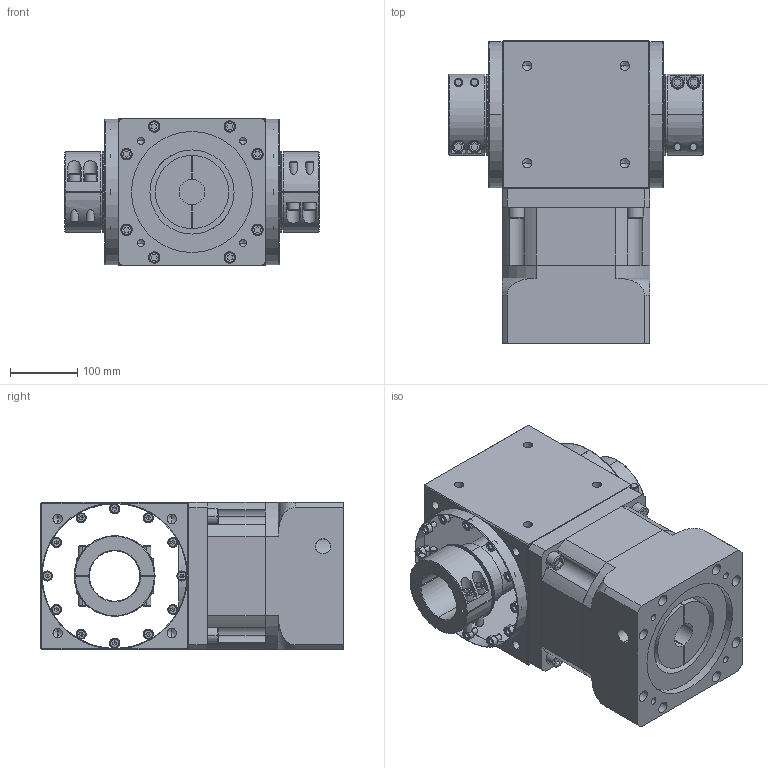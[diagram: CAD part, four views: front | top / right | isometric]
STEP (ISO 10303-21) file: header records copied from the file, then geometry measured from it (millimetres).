
FILE_DESCRIPTION (( 'STEP AP214' ), '1' );
FILE_NAME ('RAM220-L1-XX-D-38-180-215-M12_2019.STEP', '2019-05-22T02:51:16', ( 'Y' ), ( 'NCU' ), 'SwSTEP 2.0', 'SolidWorks 2016', '' );
FILE_SCHEMA (( 'AUTOMOTIVE_DESIGN' ));
Length unit declared in the file: millimetre
Products named in the file (1): RAM220-L1-XX-D-38-180-215-M12_2019
Bounding box: 378 x 450 x 220 mm (x, y, z)
Volume: 21146832.5 mm3; surface area: 1186172.4 mm2
Topology: 4 solids, 28 shells, 1213 faces, 2830 edges, 1764 vertices
Faces by surface type: plane 569, cylinder 408, cone 166, torus 70
Entity records: 37273 total; most frequent: CARTESIAN_POINT 7532, DIRECTION 6208, ORIENTED_EDGE 5452, EDGE_CURVE 2726, AXIS2_PLACEMENT_3D 2324, VERTEX_POINT 1764, VECTOR 1560, LINE 1560
